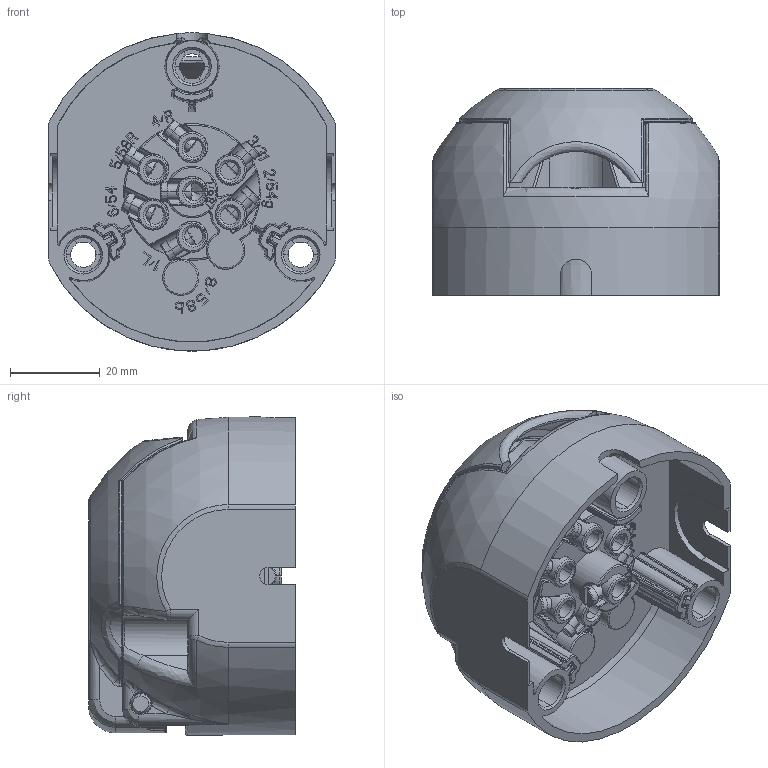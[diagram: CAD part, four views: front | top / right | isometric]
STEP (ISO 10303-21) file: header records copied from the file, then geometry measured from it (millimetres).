
FILE_DESCRIPTION((''),'2;1');
FILE_NAME('101293_SW0001','2016-01-27T',('tema'),(''),'PRO/ENGINEER BY PARAMETRIC TECHNOLOGY CORPORATION, 2012480','PRO/ENGINEER BY PARAMETRIC TECHNOLOGY CORPORATION, 2012480','');
FILE_SCHEMA(('CONFIG_CONTROL_DESIGN'));
Length unit declared in the file: millimetre
Products named in the file (1): 101293_SW0001
Bounding box: 64 x 46.1 x 71 mm (x, y, z)
Volume: 88890.7 mm3; surface area: 35252.7 mm2
Topology: 1 solids, 2 shells, 2314 faces, 6265 edges, 4026 vertices
Faces by surface type: plane 1565, cylinder 341, bspline 163, torus 112, cone 72, sphere 60, extrusion 1
Entity records: 84654 total; most frequent: CARTESIAN_POINT 27636, ORIENTED_EDGE 12498, DIRECTION 10899, EDGE_CURVE 6249, VECTOR 4551, LINE 4550, VERTEX_POINT 4026, AXIS2_PLACEMENT_3D 3174
